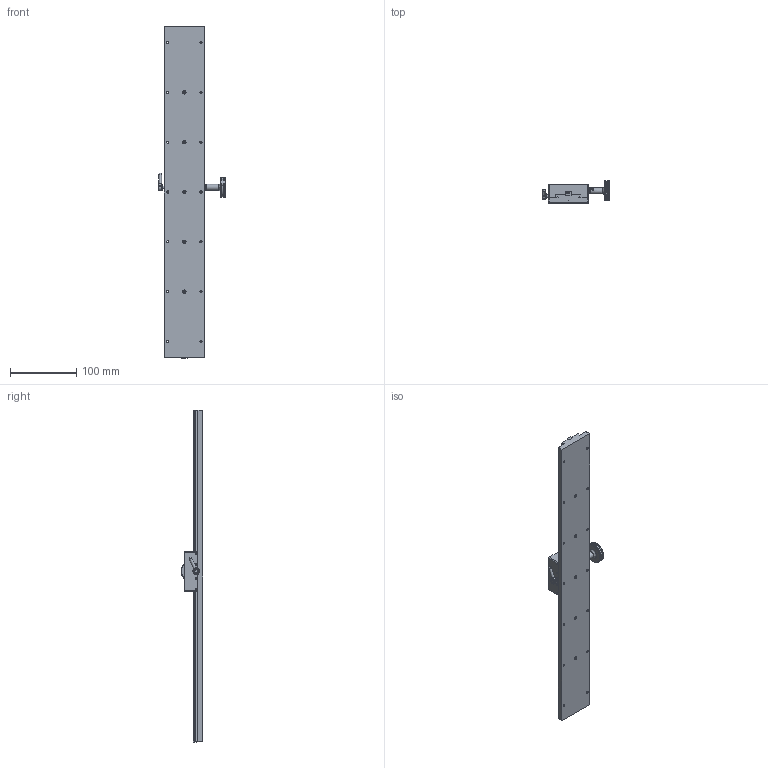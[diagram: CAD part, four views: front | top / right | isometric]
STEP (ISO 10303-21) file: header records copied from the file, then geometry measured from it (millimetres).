
FILE_DESCRIPTION (( 'STEP AP203' ), '1' );
FILE_NAME ('528709.STEP', '2024-10-14T05:55:18', ( 'Windows User' ), ( 'P R C' ), 'SwSTEP 2.0', 'SolidWorks 2020', '' );
FILE_SCHEMA (( 'CONFIG_CONTROL_DESIGN' ));
Products named in the file (1): 528709
Bounding box: 101.79 x 32.73 x 500 mm (x, y, z)
Volume: 375869 mm3; surface area: 117555.9 mm2
Topology: 20 solids, 20 shells, 701 faces, 1645 edges, 1009 vertices
Faces by surface type: plane 324, cylinder 175, cone 160, bspline 42
Full cylindrical faces by diameter (mm): 2.05 x7, 2.5 x16, 2.9 x7, 3 x5, 3.3 x25, 4 x4, 4.1 x2, 4.5 x7, 5 x11, 6 x14, 7.4 x1, 8 x4, 9 x2, 10 x2
Entity records: 103736 total; most frequent: CARTESIAN_POINT 89272, DIRECTION 2853, ORIENTED_EDGE 2802, EDGE_CURVE 1401, AXIS2_PLACEMENT_3D 1159, EDGE_LOOP 989, VERTEX_POINT 938, FACE_OUTER_BOUND 816
